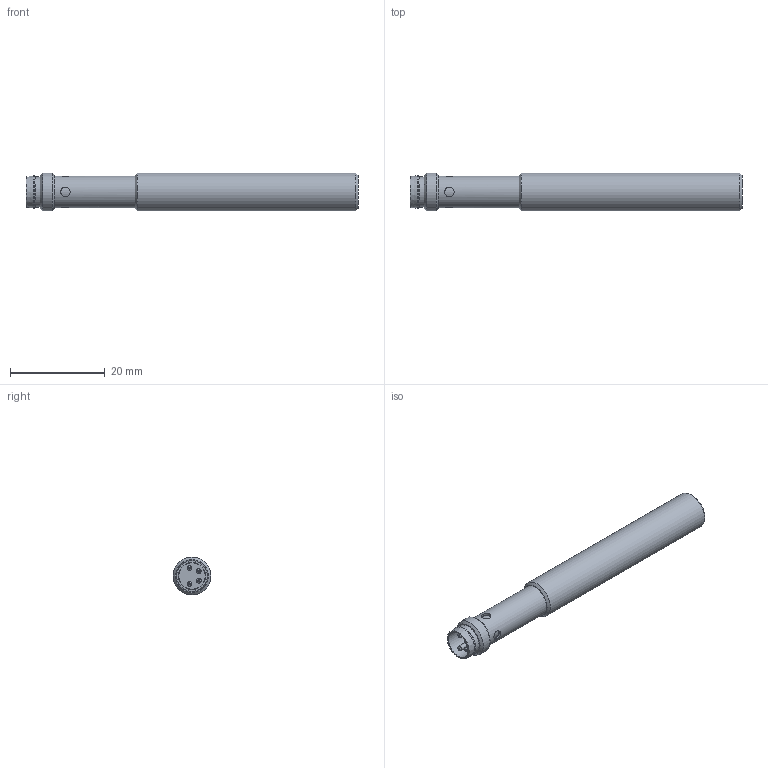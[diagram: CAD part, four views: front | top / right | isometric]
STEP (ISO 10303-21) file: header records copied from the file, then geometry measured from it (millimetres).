
FILE_DESCRIPTION(/* description */ ('DISO X xxx'),/* implementation_level */ '2;1');
FILE_NAME(/* name */ 'US08M100G3-T4.stp',/* time_stamp */ '2017-07-06T12:33:51+02:00',/* author */ ('lcf'),/* organization */ ('di-soric GmbH & Co. KG'),/* preprocessor_version */ 'ST-DEVELOPER v16.5',/* originating_system */ 'Autodesk Inventor 2017',/* authorisation */ '');
FILE_SCHEMA (('AUTOMOTIVE_DESIGN { 1 0 10303 214 3 1 1 }'));
Length unit declared in the file: millimetre
Products named in the file (1): Bauteil1
Bounding box: 70 x 8 x 8 mm (x, y, z)
Volume: 3040.1 mm3; surface area: 2143.1 mm2
Topology: 1 solids, 5 shells, 54 faces, 113 edges, 71 vertices
Faces by surface type: cylinder 20, plane 18, cone 12, bspline 4
Full cylindrical faces by diameter (mm): 1 x4, 2 x4, 5.3 x1, 5.55 x2, 5.8 x4, 6.5 x1, 6.7 x1, 6.8 x1, 8 x2
Entity records: 1640 total; most frequent: CARTESIAN_POINT 567, DIRECTION 210, ORIENTED_EDGE 150, EDGE_LOOP 104, AXIS2_PLACEMENT_3D 99, EDGE_CURVE 72, VERTEX_POINT 64, FACE_OUTER_BOUND 54
